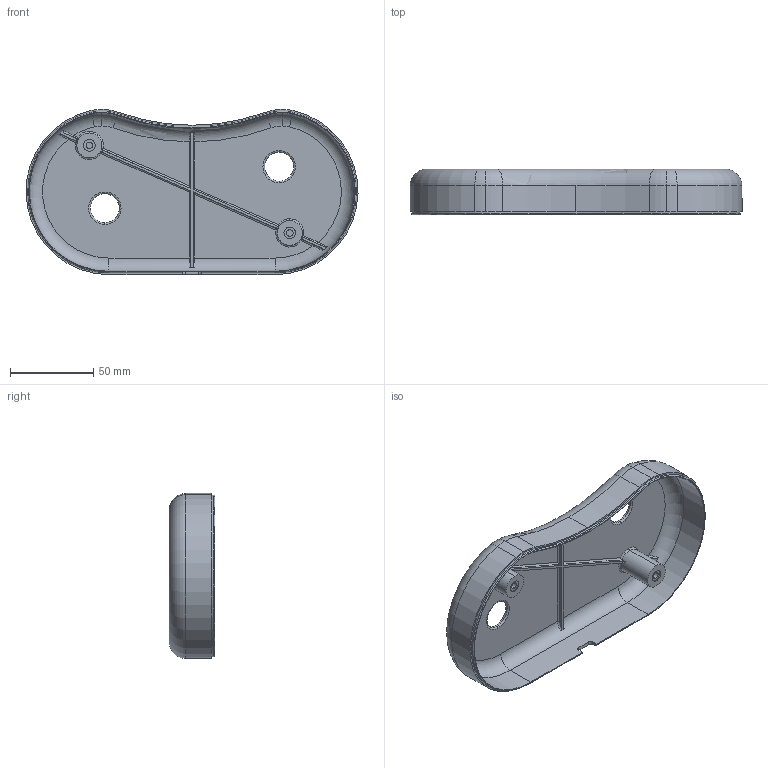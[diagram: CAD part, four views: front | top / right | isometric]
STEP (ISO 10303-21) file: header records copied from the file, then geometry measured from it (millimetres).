
FILE_DESCRIPTION (( 'STEP AP203' ), '1' );
FILE_NAME ('joystick_v3_top.STEP', '2025-10-24T10:04:27', ( '' ), ( '' ), 'SwSTEP 2.0', 'SolidWorks 2023', '' );
FILE_SCHEMA (( 'CONFIG_CONTROL_DESIGN' ));
Length unit declared in the file: millimetre
Products named in the file (1): joystick_v3_top
Bounding box: 199.97 x 27.5 x 99.52 mm (x, y, z)
Volume: 63061.3 mm3; surface area: 59865.9 mm2
Topology: 1 solids, 1 shells, 139 faces, 338 edges, 205 vertices
Faces by surface type: cylinder 56, plane 41, torus 36, bspline 6
Entity records: 4622 total; most frequent: CARTESIAN_POINT 1253, DIRECTION 737, ORIENTED_EDGE 676, EDGE_CURVE 338, AXIS2_PLACEMENT_3D 305, VERTEX_POINT 205, CIRCLE 171, EDGE_LOOP 147
